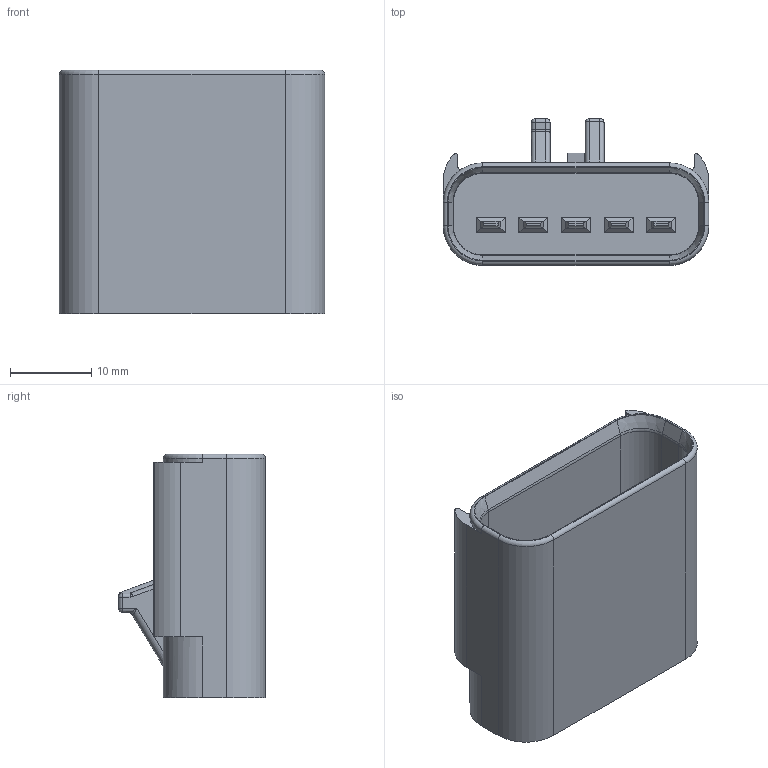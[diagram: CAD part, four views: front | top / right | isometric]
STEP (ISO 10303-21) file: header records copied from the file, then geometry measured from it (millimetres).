
FILE_DESCRIPTION((''),'2;1');
FILE_NAME('PCI0166874','2012-03-14T',('sramasam'),('FCI - Novi'),'PRO/ENGINEER BY PARAMETRIC TECHNOLOGY CORPORATION, 2009400','PRO/ENGINEER BY PARAMETRIC TECHNOLOGY CORPORATION, 2009400','');
FILE_SCHEMA(('CONFIG_CONTROL_DESIGN'));
Length unit declared in the file: millimetre
Products named in the file (1): PCI0166874
Bounding box: 32.7 x 18.1 x 30 mm (x, y, z)
Volume: 6507.4 mm3; surface area: 5264.6 mm2
Topology: 1 solids, 1 shells, 188 faces, 451 edges, 274 vertices
Faces by surface type: plane 94, cylinder 66, torus 10, sphere 8, bspline 6, cone 4
Entity records: 5811 total; most frequent: CARTESIAN_POINT 1427, ORIENTED_EDGE 902, DIRECTION 901, EDGE_CURVE 451, AXIS2_PLACEMENT_3D 306, VECTOR 289, LINE 289, VERTEX_POINT 274
